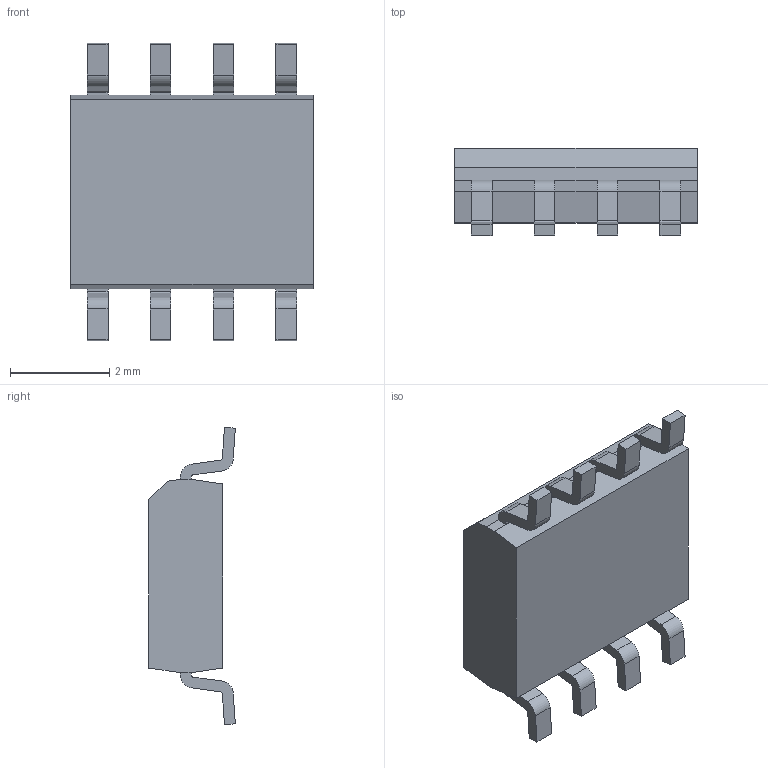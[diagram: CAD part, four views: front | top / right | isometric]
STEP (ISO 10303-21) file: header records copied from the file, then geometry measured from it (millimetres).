
FILE_DESCRIPTION (( 'STEP AP214' ), '1' );
FILE_NAME ('LM358.STEP', '2020-04-07T11:48:13', ( '' ), ( '' ), 'SwSTEP 2.0', 'SolidWorks 2017', '' );
FILE_SCHEMA (( 'AUTOMOTIVE_DESIGN' ));
Length unit declared in the file: millimetre
Products named in the file (1): LM358
Bounding box: 4.9 x 1.75 x 6 mm (x, y, z)
Volume: 29.1 mm3; surface area: 81.3 mm2
Topology: 10 solids, 10 shells, 130 faces, 327 edges, 218 vertices
Faces by surface type: plane 94, cylinder 36
Entity records: 3998 total; most frequent: CARTESIAN_POINT 676, DIRECTION 661, ORIENTED_EDGE 654, EDGE_CURVE 327, LINE 255, VECTOR 255, VERTEX_POINT 218, AXIS2_PLACEMENT_3D 203
